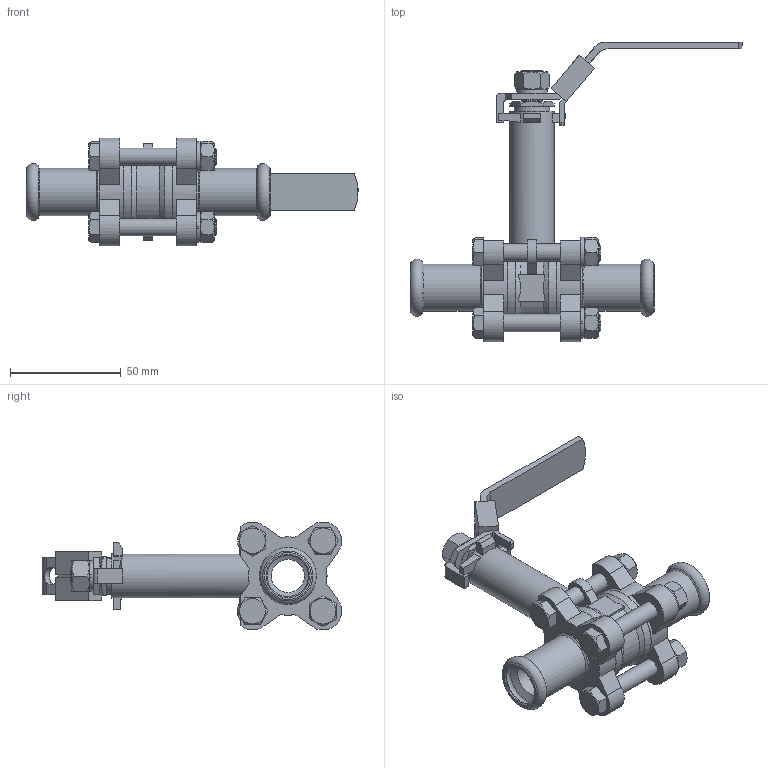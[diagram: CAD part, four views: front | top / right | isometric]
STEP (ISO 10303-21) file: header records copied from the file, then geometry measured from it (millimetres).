
FILE_DESCRIPTION(/* description */ ('Unknown'),/* implementation_level */ '2;1');
FILE_NAME(/* name */ 'R-641-SP-DN15',/* time_stamp */ '2024-05-21T13:18:56+08:00',/* author */ ('Unknown'),/* organization */ ('Unknown'),/* preprocessor_version */ 'ST-DEVELOPER v16.7',/* originating_system */ 'DEX',/* authorisation */ $);
FILE_SCHEMA (('AUTOMOTIVE_DESIGN {1 0 10303 214 3 1 1}'));
Length unit declared in the file: millimetre
Products named in the file (2): R-641-SP-DN15; V-3CSH-S DN15
Assembly tree (1 placements, depth 2):
  R-641-SP-DN15
    V-3CSH-S DN15
Bounding box: 150.08 x 135.41 x 48.82 mm (x, y, z)
Volume: 104584.5 mm3; surface area: 42851.5 mm2
Topology: 1 solids, 1 shells, 370 faces, 986 edges, 636 vertices
Faces by surface type: plane 235, cylinder 79, cone 48, torus 8
Full cylindrical faces by diameter (mm): 2 x1, 7.9 x8, 8 x1, 8.5 x10, 9.2 x1, 9.8 x1, 10.5 x1, 15 x1, 15.9 x1, 18.6 x2, 20 x1, 21.4 x2, 22.8 x2, 35.4 x2, 35.5 x2
Entity records: 11256 total; most frequent: CARTESIAN_POINT 2484, DIRECTION 1762, ORIENTED_EDGE 1760, EDGE_CURVE 880, AXIS2_PLACEMENT_3D 638, VERTEX_POINT 603, FACE_BOUND 489, EDGE_LOOP 488
